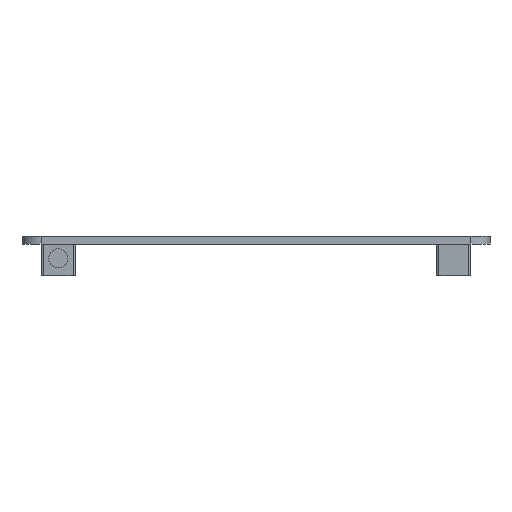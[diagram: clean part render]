
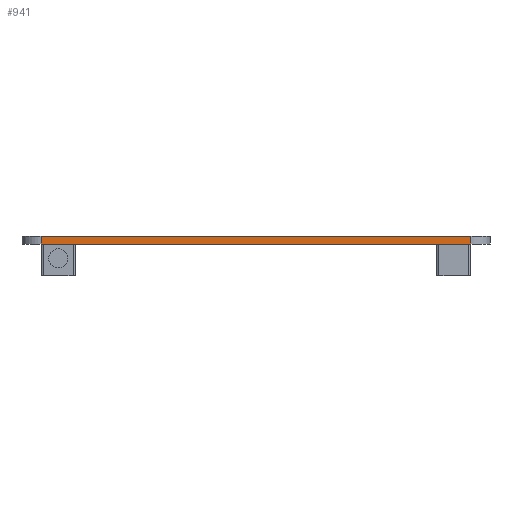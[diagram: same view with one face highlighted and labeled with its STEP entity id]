
A CAD part, left-side view. The second image highlights one B-rep face of the part: STEP entity #941.
In plain terms, the highlighted planar face has unit normal (-1, 0, 0).
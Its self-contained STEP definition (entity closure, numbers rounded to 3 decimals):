
#61 = EDGE_CURVE('',#62,#64,#66,.T.);
#62 = VERTEX_POINT('',#63);
#63 = CARTESIAN_POINT('',(-42.25,-45.,30.4));
#64 = VERTEX_POINT('',#65);
#65 = CARTESIAN_POINT('',(-42.25,-45.,32.));
#66 = LINE('',#67,#68);
#67 = CARTESIAN_POINT('',(-42.25,-45.,30.4));
#68 = VECTOR('',#69,1.);
#69 = DIRECTION('',(0.,0.,1.));
#155 = VERTEX_POINT('',#156);
#156 = CARTESIAN_POINT('',(-42.25,45.,30.4));
#163 = EDGE_CURVE('',#155,#62,#164,.T.);
#164 = LINE('',#165,#166);
#165 = CARTESIAN_POINT('',(-42.25,45.,30.4));
#166 = VECTOR('',#167,1.);
#167 = DIRECTION('',(0.,-1.,0.));
#634 = VERTEX_POINT('',#635);
#635 = CARTESIAN_POINT('',(-42.25,45.,32.));
#642 = EDGE_CURVE('',#634,#64,#643,.T.);
#643 = LINE('',#644,#645);
#644 = CARTESIAN_POINT('',(-42.25,45.,32.));
#645 = VECTOR('',#646,1.);
#646 = DIRECTION('',(0.,-1.,0.));
#941 = ADVANCED_FACE('',(#942),#953,.F.);
#942 = FACE_BOUND('',#943,.F.);
#943 = EDGE_LOOP('',(#944,#950,#951,#952));
#944 = ORIENTED_EDGE('',*,*,#945,.T.);
#945 = EDGE_CURVE('',#155,#634,#946,.T.);
#946 = LINE('',#947,#948);
#947 = CARTESIAN_POINT('',(-42.25,45.,30.4));
#948 = VECTOR('',#949,1.);
#949 = DIRECTION('',(0.,0.,1.));
#950 = ORIENTED_EDGE('',*,*,#642,.T.);
#951 = ORIENTED_EDGE('',*,*,#61,.F.);
#952 = ORIENTED_EDGE('',*,*,#163,.F.);
#953 = PLANE('',#954);
#954 = AXIS2_PLACEMENT_3D('',#955,#956,#957);
#955 = CARTESIAN_POINT('',(-42.25,45.,30.4));
#956 = DIRECTION('',(1.,0.,0.));
#957 = DIRECTION('',(0.,-1.,0.));
